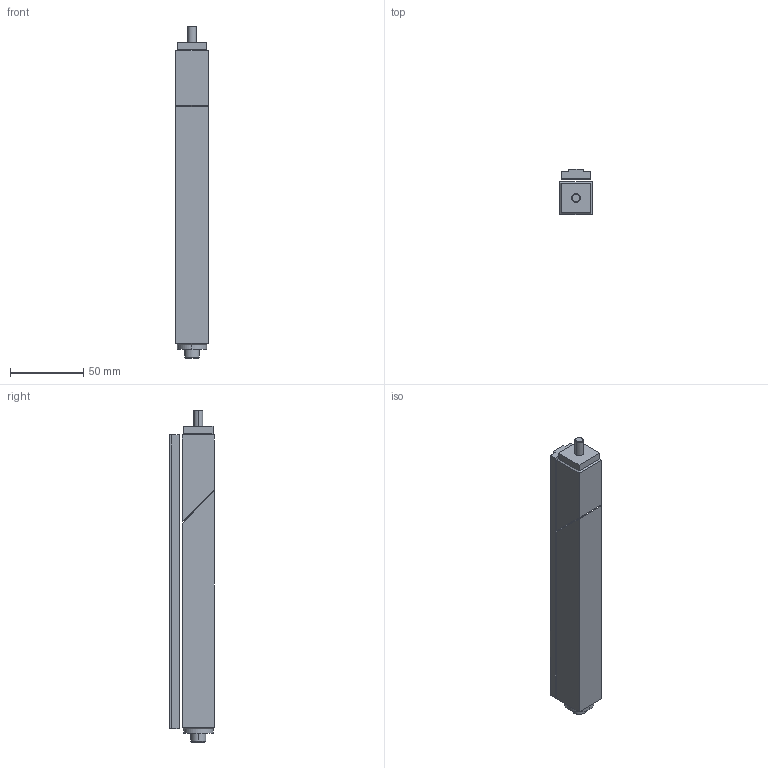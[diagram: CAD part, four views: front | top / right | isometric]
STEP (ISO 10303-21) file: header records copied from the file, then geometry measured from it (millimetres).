
FILE_DESCRIPTION(('Creo Elements/Direct Modeling STEP Export'),'2;1');
FILE_NAME('44.0105.2_Profillängsverbinder-MMS-44_200mm-M8-zweiteilig.stp','2022-03-21T 9:02:11',(''),(''),'PTC Creo Elements/Direct Modeling STEP processor for AP214 (Solid Model)','PTC Creo Elements/Direct Modeling 19.0C 15-Aug-2015 (C) Parametric Technology GmbH','');
FILE_SCHEMA(('AUTOMOTIVE_DESIGN { 1 0 10303 214 1 1 1 1 }'));
Length unit declared in the file: millimetre
Products named in the file (8): Zylinderschraube-DIN912_M6x220-8-8-verz_285584_PX175465; Klemmschiene_200mm-M8_96.4026_PX175461; Gewindestift-DIN913_M8x6-45H-verz_11010_PX175460.1; Profilkern-MMS-44-Teil-1_162x22x22_96.4024.1_PX175463; Profilkern-MMS-44-Teil-2_60x22x22_96.4024.2_PX175464; Vierkantnutenstein-MMS-44_M6_44.0060_PX172982; Distanzscheibe_D2065x5_96.7043_PX175462; Profillängsverbinder-MMS-44_200mm-M8-zweiteilig_44.0105.2_PX175467
Assembly tree (10 placements, depth 2):
  Profillängsverbinder-MMS-44_200mm-M8-zweiteilig_44.0105.2_PX175467
    Distanzscheibe_D2065x5_96.7043_PX175462
    Vierkantnutenstein-MMS-44_M6_44.0060_PX172982
    Profilkern-MMS-44-Teil-2_60x22x22_96.4024.2_PX175464
    Profilkern-MMS-44-Teil-1_162x22x22_96.4024.1_PX175463
    Gewindestift-DIN913_M8x6-45H-verz_11010_PX175460.1  x4
    Klemmschiene_200mm-M8_96.4026_PX175461
    Zylinderschraube-DIN912_M6x220-8-8-verz_285584_PX175465
Bounding box: 22 x 30.6 x 226 mm (x, y, z)
Volume: 113120.1 mm3; surface area: 44695.5 mm2
Topology: 10 solids, 10 shells, 156 faces, 341 edges, 213 vertices
Faces by surface type: plane 86, cylinder 36, cone 34
Entity records: 3342 total; most frequent: ORIENTED_EDGE 514, DIRECTION 508, CARTESIAN_POINT 497, EDGE_CURVE 257, AXIS2_PLACEMENT_3D 170, VECTOR 168, LINE 168, VERTEX_POINT 159
